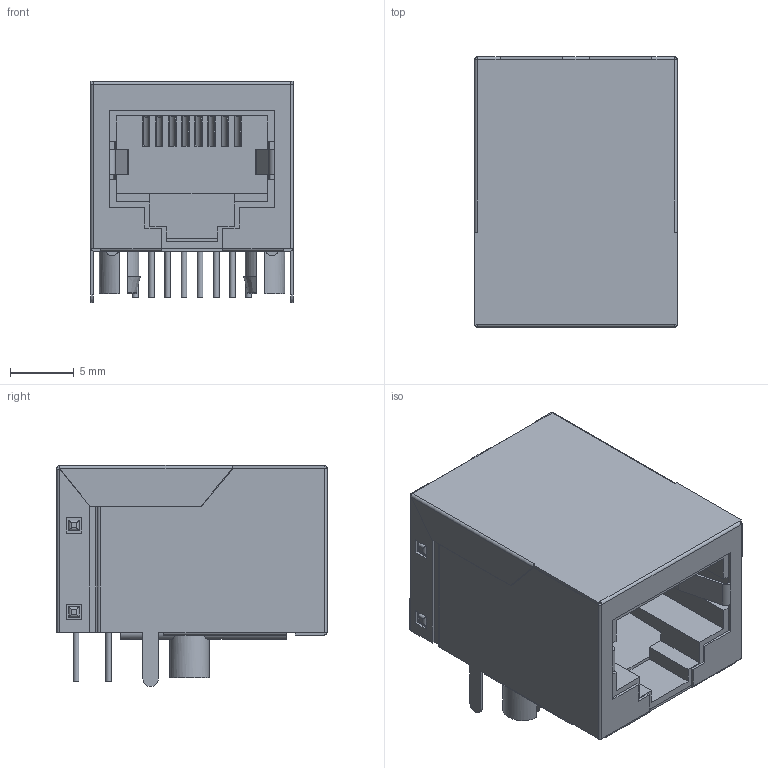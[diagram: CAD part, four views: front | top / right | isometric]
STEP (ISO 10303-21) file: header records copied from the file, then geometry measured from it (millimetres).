
FILE_DESCRIPTION(/* description */ ('Unknown'),/* implementation_level */ '2;1');
FILE_NAME(/* name */ 'J_Wurth_WR-MJ_615008142621',/* time_stamp */ '2025-06-26T11:42:39+08:00',/* author */ ('Unknown'),/* organization */ ('Unknown'),/* preprocessor_version */ 'ST-DEVELOPER v19.4',/* originating_system */ 'Solid Edge',/* authorisation */ 'Unknown');
FILE_SCHEMA (('FEATURE_BASED_PROCESS_PLANNING','PROCESS_PLANNING_SCHEMA','AUTOMOTIVE_DESIGN {1 0 10303 214 3 1 1}'));
Length unit declared in the file: millimetre
Products named in the file (2): J_Wurth_WR-MJ_615008142621
Assembly tree (1 placements, depth 2):
  J_Wurth_WR-MJ_615008142621
    J_Wurth_WR-MJ_615008142621
Bounding box: 15.88 x 21.2 x 17.34 mm (x, y, z)
Volume: 2810.6 mm3; surface area: 4316.2 mm2
Topology: 1 solids, 5 shells, 606 faces, 1768 edges, 1147 vertices
Faces by surface type: plane 432, cylinder 152, torus 20, cone 2
Full cylindrical faces by diameter (mm): 0.45 x28, 0.5 x8, 1 x16
Entity records: 23400 total; most frequent: CARTESIAN_POINT 3669, ORIENTED_EDGE 3228, DIRECTION 3050, EDGE_CURVE 1614, LINE 1242, VECTOR 1242, VERTEX_POINT 1077, AXIS2_PLACEMENT_3D 904
